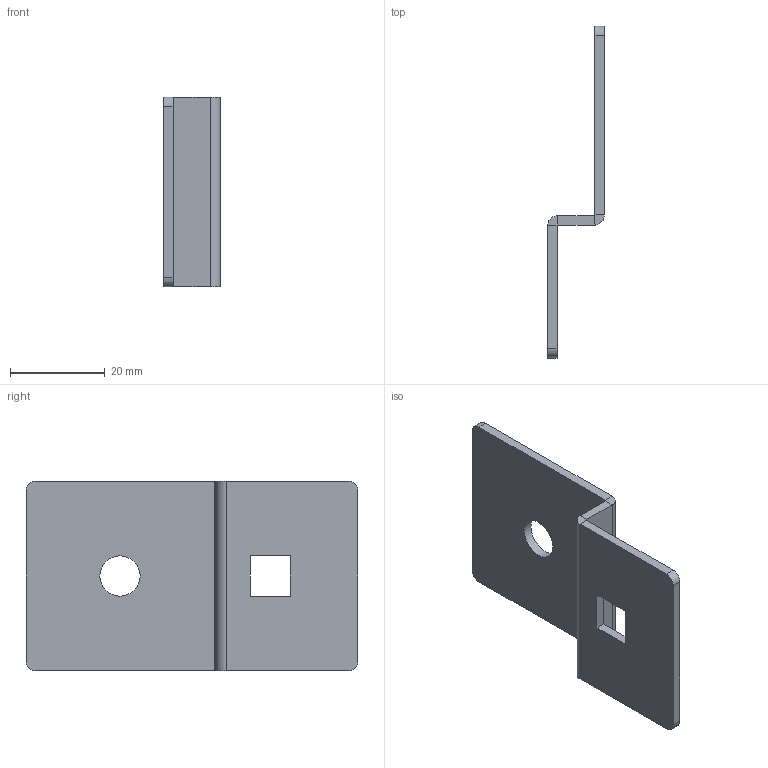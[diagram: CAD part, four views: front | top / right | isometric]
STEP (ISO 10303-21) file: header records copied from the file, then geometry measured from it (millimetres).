
FILE_DESCRIPTION(/* description */ ('LAMIERINO DI FIX PROF. 40 CON PROFI.30'),/* implementation_level */ '2;1');
FILE_NAME(/* name */ 'DFXXX0000036 (28.002.05).stp',/* time_stamp */ '2022-11-21T11:21:06+01:00',/* author */ ('tecnico7'),/* organization */ (''),/* preprocessor_version */ 'ST-DEVELOPER v18.1',/* originating_system */ 'Autodesk Inventor 2022',/* authorisation */ '');
FILE_SCHEMA (('AUTOMOTIVE_DESIGN { 1 0 10303 214 3 1 1 }'));
Length unit declared in the file: millimetre
Products named in the file (1): 440000005554
Bounding box: 12 x 70 x 40 mm (x, y, z)
Volume: 6052.7 mm3; surface area: 6643.2 mm2
Topology: 1 solids, 1 shells, 31 faces, 71 edges, 42 vertices
Faces by surface type: plane 22, cylinder 9
Full cylindrical faces by diameter (mm): 8.5 x1
Entity records: 906 total; most frequent: DIRECTION 153, CARTESIAN_POINT 145, ORIENTED_EDGE 142, EDGE_CURVE 71, LINE 53, VECTOR 53, AXIS2_PLACEMENT_3D 50, VERTEX_POINT 42
